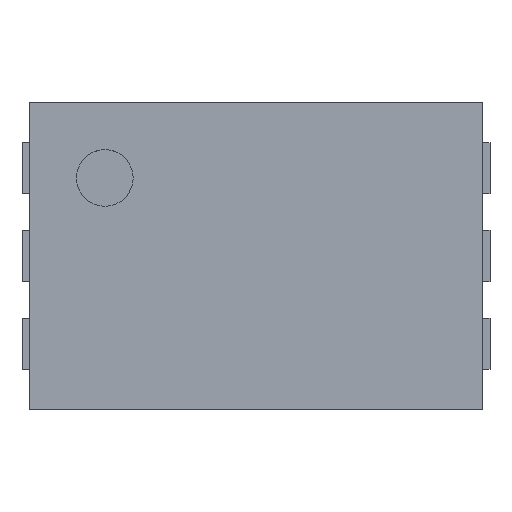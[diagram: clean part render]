
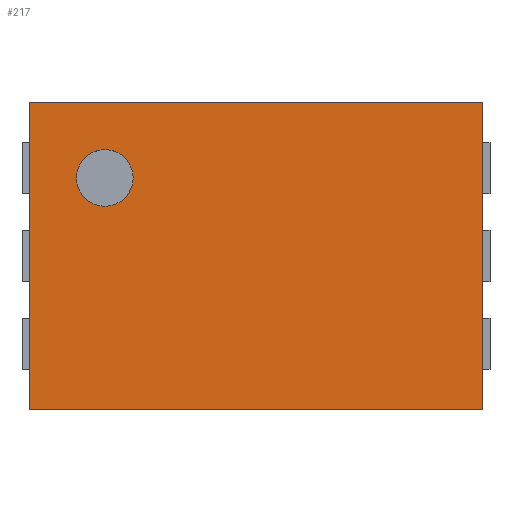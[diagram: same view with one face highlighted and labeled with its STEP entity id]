
A CAD part, top view. The second image highlights one B-rep face of the part: STEP entity #217.
In plain terms, the highlighted planar face has unit normal (0, 0, 1).
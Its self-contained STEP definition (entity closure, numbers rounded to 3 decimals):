
#153 = VERTEX_POINT('',#154);
#154 = CARTESIAN_POINT('',(0.,0.,0.6));
#169 = VERTEX_POINT('',#170);
#170 = CARTESIAN_POINT('',(0.,2.1,0.6));
#176 = EDGE_CURVE('',#153,#169,#177,.T.);
#177 = LINE('',#178,#179);
#178 = CARTESIAN_POINT('',(0.,0.,0.6));
#179 = VECTOR('',#180,1.);
#180 = DIRECTION('',(0.,1.,0.));
#199 = EDGE_CURVE('',#153,#200,#202,.T.);
#200 = VERTEX_POINT('',#201);
#201 = CARTESIAN_POINT('',(3.1,0.,0.6));
#202 = LINE('',#203,#204);
#203 = CARTESIAN_POINT('',(0.,0.,0.6));
#204 = VECTOR('',#205,1.);
#205 = DIRECTION('',(1.,0.,0.));
#217 = ADVANCED_FACE('',(#218,#236),#247,.T.);
#218 = FACE_BOUND('',#219,.T.);
#219 = EDGE_LOOP('',(#220,#221,#222,#230));
#220 = ORIENTED_EDGE('',*,*,#176,.F.);
#221 = ORIENTED_EDGE('',*,*,#199,.T.);
#222 = ORIENTED_EDGE('',*,*,#223,.T.);
#223 = EDGE_CURVE('',#200,#224,#226,.T.);
#224 = VERTEX_POINT('',#225);
#225 = CARTESIAN_POINT('',(3.1,2.1,0.6));
#226 = LINE('',#227,#228);
#227 = CARTESIAN_POINT('',(3.1,0.,0.6));
#228 = VECTOR('',#229,1.);
#229 = DIRECTION('',(0.,1.,0.));
#230 = ORIENTED_EDGE('',*,*,#231,.F.);
#231 = EDGE_CURVE('',#169,#224,#232,.T.);
#232 = LINE('',#233,#234);
#233 = CARTESIAN_POINT('',(0.,2.1,0.6));
#234 = VECTOR('',#235,1.);
#235 = DIRECTION('',(1.,0.,0.));
#236 = FACE_BOUND('',#237,.T.);
#237 = EDGE_LOOP('',(#238));
#238 = ORIENTED_EDGE('',*,*,#239,.F.);
#239 = EDGE_CURVE('',#240,#240,#242,.T.);
#240 = VERTEX_POINT('',#241);
#241 = CARTESIAN_POINT('',(0.71,1.583,0.6));
#242 = CIRCLE('',#243,0.194);
#243 = AXIS2_PLACEMENT_3D('',#244,#245,#246);
#244 = CARTESIAN_POINT('',(0.517,1.583,0.6));
#245 = DIRECTION('',(0.,0.,1.));
#246 = DIRECTION('',(1.,0.,0.));
#247 = PLANE('',#248);
#248 = AXIS2_PLACEMENT_3D('',#249,#250,#251);
#249 = CARTESIAN_POINT('',(0.,0.,0.6));
#250 = DIRECTION('',(0.,0.,1.));
#251 = DIRECTION('',(1.,0.,0.));
